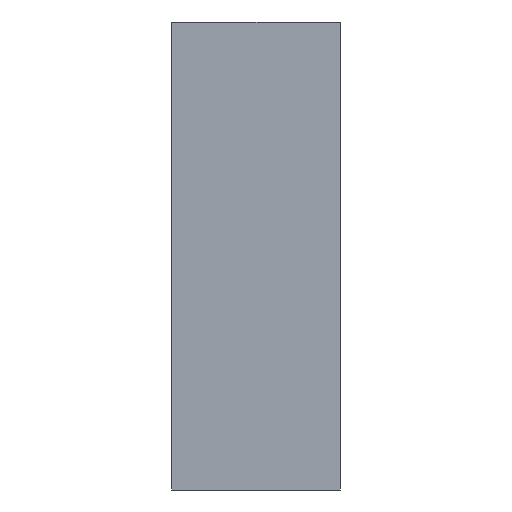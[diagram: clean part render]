
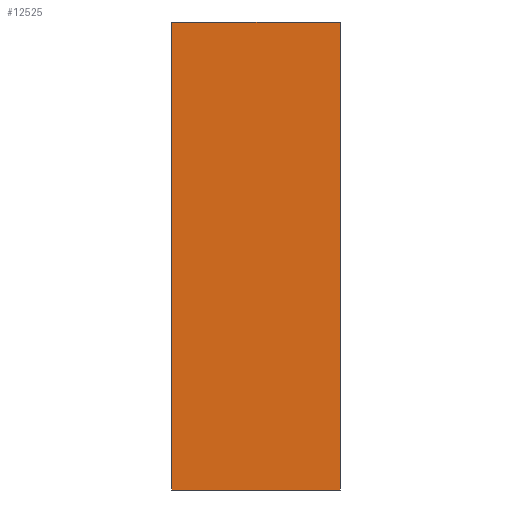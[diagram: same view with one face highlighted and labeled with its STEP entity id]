
A CAD part, left-side view. The second image highlights one B-rep face of the part: STEP entity #12525.
In plain terms, the highlighted planar face has unit normal (-1, 0, 0).
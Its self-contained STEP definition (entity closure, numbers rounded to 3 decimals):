
#3161=CARTESIAN_POINT('',(58.462,253.192,567.05));
#3162=VERTEX_POINT('',#3161);
#3169=CARTESIAN_POINT('',(58.462,253.192,470.05));
#3170=VERTEX_POINT('',#3169);
#3171=CARTESIAN_POINT('',(58.462,253.192,470.05));
#3172=DIRECTION('',(0.,-0.,1.));
#3173=VECTOR('',#3172,97.);
#3174=LINE('',#3171,#3173);
#3175=EDGE_CURVE('',#3170,#3162,#3174,.T.);
#4751=CARTESIAN_POINT('',(58.462,288.192,567.05));
#4752=VERTEX_POINT('',#4751);
#4767=CARTESIAN_POINT('',(58.462,288.192,470.05));
#4768=VERTEX_POINT('',#4767);
#4775=CARTESIAN_POINT('',(58.462,288.192,470.05));
#4776=DIRECTION('',(0.,-0.,1.));
#4777=VECTOR('',#4776,97.);
#4778=LINE('',#4775,#4777);
#4779=EDGE_CURVE('',#4768,#4752,#4778,.T.);
#4830=CARTESIAN_POINT('',(58.462,288.192,470.05));
#4831=DIRECTION('',(-0.,-1.,-0.));
#4832=VECTOR('',#4831,35.);
#4833=LINE('',#4830,#4832);
#4834=EDGE_CURVE('',#4768,#3170,#4833,.T.);
#4875=CARTESIAN_POINT('',(58.462,288.192,567.05));
#4876=DIRECTION('',(-0.,-1.,-0.));
#4877=VECTOR('',#4876,35.);
#4878=LINE('',#4875,#4877);
#4879=EDGE_CURVE('',#4752,#3162,#4878,.T.);
#12514=CARTESIAN_POINT('',(58.462,273.454,563.055));
#12515=DIRECTION('',(-1.,0.,0.));
#12516=DIRECTION('',(0.,1.,0.));
#12517=AXIS2_PLACEMENT_3D('',#12514,#12515,#12516);
#12518=PLANE('',#12517);
#12519=ORIENTED_EDGE('',*,*,#4779,.F.);
#12520=ORIENTED_EDGE('',*,*,#4834,.T.);
#12521=ORIENTED_EDGE('',*,*,#3175,.T.);
#12522=ORIENTED_EDGE('',*,*,#4879,.F.);
#12523=EDGE_LOOP('',(#12519,#12520,#12521,#12522));
#12524=FACE_BOUND('',#12523,.T.);
#12525=ADVANCED_FACE('',(#12524),#12518,.T.);
